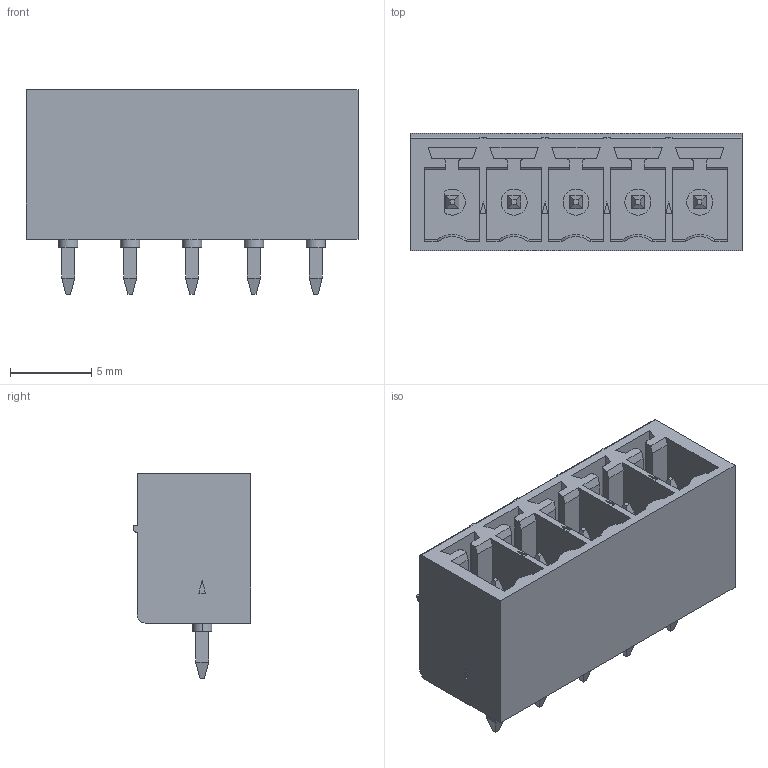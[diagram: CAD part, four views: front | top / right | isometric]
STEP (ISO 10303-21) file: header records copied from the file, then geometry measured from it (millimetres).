
FILE_DESCRIPTION((''),'2;1');
FILE_NAME('PHOENIX_1803455.stp','2013-11-04T11:43:23',(''),(''),'Mechanical Desktop 2011','Mechanical Desktop 2011',', , ');
FILE_SCHEMA(('AUTOMOTIVE_DESIGN { 1 2 10303 214 1 1 1 1 }'));
Length unit declared in the file: millimetre
Products named in the file (1): Product
Bounding box: 20.44 x 7.25 x 12.6 mm (x, y, z)
Volume: 780.5 mm3; surface area: 1762.3 mm2
Topology: 21 solids, 21 shells, 382 faces, 910 edges, 584 vertices
Faces by surface type: plane 307, cylinder 60, sphere 10, cone 5
Entity records: 10942 total; most frequent: CARTESIAN_POINT 1987, DIRECTION 1806, ORIENTED_EDGE 1800, EDGE_CURVE 900, VECTOR 740, LINE 740, VERTEX_POINT 584, AXIS2_PLACEMENT_3D 533
